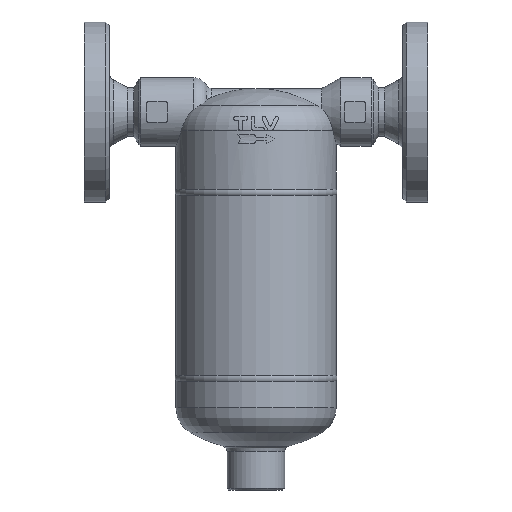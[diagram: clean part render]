
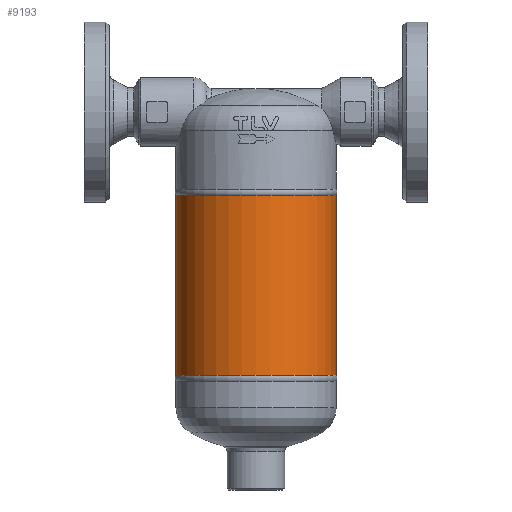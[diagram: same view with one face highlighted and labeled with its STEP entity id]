
A CAD part, front view. The second image highlights one B-rep face of the part: STEP entity #9193.
In plain terms, the highlighted cylindrical face has radius 44.55 mm (diameter 89.1 mm), a full revolution.
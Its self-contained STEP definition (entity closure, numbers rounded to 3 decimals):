
#8912=CARTESIAN_POINT('',(-44.55,0.,-101.883));
#8913=VERTEX_POINT('',#8912);
#8914=CARTESIAN_POINT('',(0.,0.0,-101.883));
#8915=DIRECTION('',(0.0,0.0,-1.0));
#8916=DIRECTION('',(1.0,0.0,0.0));
#8917=AXIS2_PLACEMENT_3D('',#8914,#8915,#8916);
#8918=CIRCLE('',#8917,44.55);
#8919=EDGE_CURVE('',#8913,#8913,#8918,.T.);
#8929=CARTESIAN_POINT('',(-44.55,0.,-1.617));
#8930=VERTEX_POINT('',#8929);
#8931=CARTESIAN_POINT('',(0.,0.0,-1.617));
#8932=DIRECTION('',(0.0,0.0,1.0));
#8933=DIRECTION('',(1.0,0.0,0.0));
#8934=AXIS2_PLACEMENT_3D('',#8931,#8932,#8933);
#8935=CIRCLE('',#8934,44.55);
#8936=EDGE_CURVE('',#8930,#8930,#8935,.T.);
#9182=CARTESIAN_POINT('',(0.,0.0,0.));
#9183=DIRECTION('',(0.,0.0,-1.0));
#9184=DIRECTION('',(1.0,0.0,0.0));
#9185=AXIS2_PLACEMENT_3D('',#9182,#9183,#9184);
#9186=CYLINDRICAL_SURFACE('',#9185,44.55);
#9187=ORIENTED_EDGE('',*,*,#8936,.F.);
#9188=EDGE_LOOP('',(#9187));
#9189=FACE_OUTER_BOUND('',#9188,.T.);
#9190=ORIENTED_EDGE('',*,*,#8919,.F.);
#9191=EDGE_LOOP('',(#9190));
#9192=FACE_BOUND('',#9191,.T.);
#9193=ADVANCED_FACE('',(#9189,#9192),#9186,.T.);
